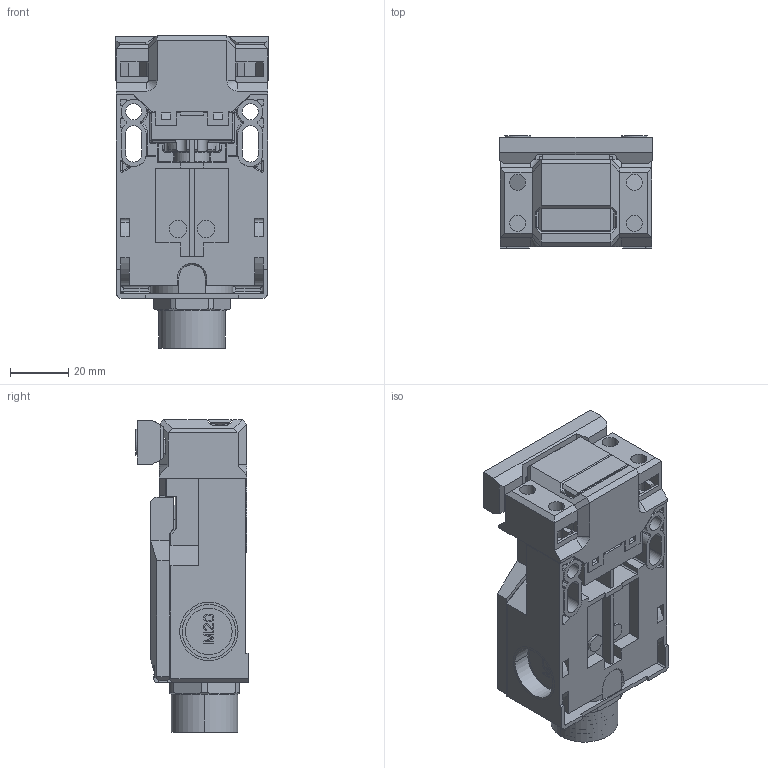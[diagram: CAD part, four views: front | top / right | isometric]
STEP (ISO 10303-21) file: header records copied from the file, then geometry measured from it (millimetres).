
FILE_DESCRIPTION((''),'2;1');
FILE_NAME('192593_ASM','2016-01-27T',('pdmadmin'),(''),'PRO/ENGINEER BY PARAMETRIC TECHNOLOGY CORPORATION, 2013230','PRO/ENGINEER BY PARAMETRIC TECHNOLOGY CORPORATION, 2013230','');
FILE_SCHEMA(('CONFIG_CONTROL_DESIGN'));
Products named in the file (7): SI-QS90_INTERLOCK_BODY; 65145; 48551---SI-QS-SSA_PART_2; 48551---SI-QS-SSA_PART_1; 48551---SI-QS-SSA_ASM; 82170---SI-QS90M-100_ASM; 192593_ASM
Assembly tree (6 placements, depth 4):
  192593_ASM
    82170---SI-QS90M-100_ASM
      SI-QS90_INTERLOCK_BODY
      65145
      48551---SI-QS-SSA_ASM
        48551---SI-QS-SSA_PART_2
        48551---SI-QS-SSA_PART_1
Bounding box: 52.23 x 38.57 x 107.22 mm (x, y, z)
Volume: 73466.1 mm3; surface area: 70226.5 mm2
Topology: 7 solids, 10 shells, 2741 faces, 7266 edges, 4516 vertices
Faces by surface type: plane 1442, cylinder 838, torus 205, sphere 108, bspline 106, cone 34, extrusion 8
Entity records: 91382 total; most frequent: CARTESIAN_POINT 23332, ORIENTED_EDGE 14484, DIRECTION 13930, EDGE_CURVE 7248, VECTOR 4800, LINE 4792, AXIS2_PLACEMENT_3D 4565, VERTEX_POINT 4512
